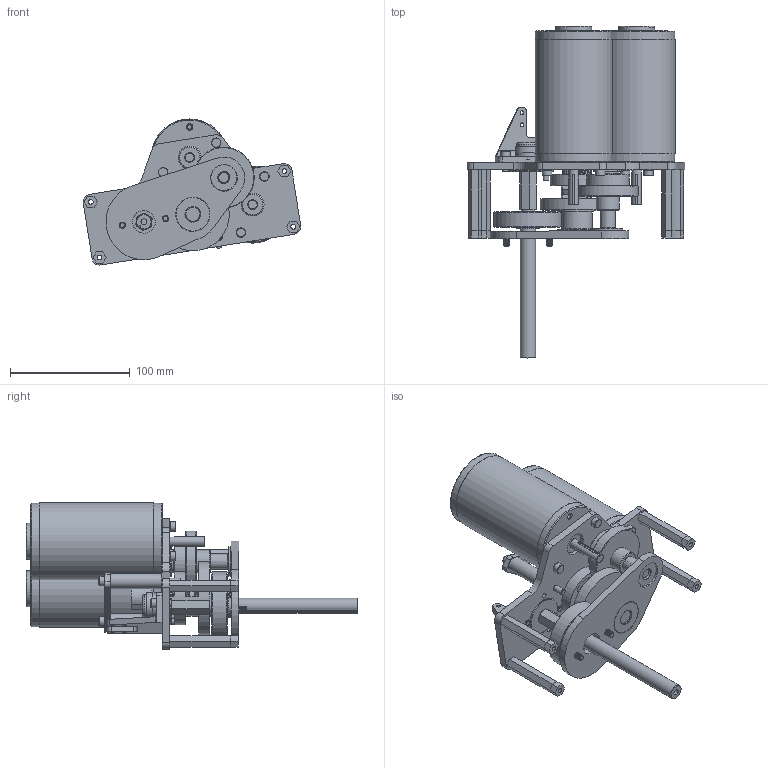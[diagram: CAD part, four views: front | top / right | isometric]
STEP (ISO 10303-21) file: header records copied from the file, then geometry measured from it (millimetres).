
FILE_DESCRIPTION((''),'2;1');
FILE_NAME('221_ss_asm.stp','2011-12-06T22:47:17',('ajlapp'),(''),'Autodesk Inventor 2012','Autodesk Inventor 2012','');
FILE_SCHEMA(('AUTOMOTIVE_DESIGN { 1 0 10303 214 1 1 1 1 }'));
Length unit declared in the file: inch
Products named in the file (46): 221_ss_asm; super_d101; amshifter2_d021; 10-32x2500_shcs1; super_shifter_asm-long-500key; super_d061; super_d11-v21; e4p-250-250-encoder1; fr-8-zz1; 10-32x0500_shcs1; super_d141; Shift-block; amshifter2_d031; r3 bearing1; amshifter2_d081; 0625x3125_roll_pin1; 4-40x0500_shcs1; SS_Cluster_shaft; amshifter2_d131; amshifter2_d111; 67353805 washer1; fr-6-zz1; super_d181; amshifter2_d211; super_d191; SS_Output_shaft_assy; amshifter2_d091; 67501726 0925x100 roll pin1; 125x124x400_key1; fr-8-zz3; fr-6-zz3; fr-61; super_d021; super_d071; r8 bearing1; amshifter2_d051; amshifter2_d141; SS_adapter_plate_revd; ss_clamp_plate; ss_standoff_2in ...
Assembly tree (62 placements, depth 4):
  221_ss_asm
    super_d101  x2
    amshifter2_d021
    10-32x2500_shcs1  x2
    super_shifter_asm-long-500key
      super_d061
      super_d11-v21
      e4p-250-250-encoder1
      fr-8-zz1
      10-32x0500_shcs1  x2
      super_d141
      Shift-block
        amshifter2_d031
        r3 bearing1
        amshifter2_d081
        0625x3125_roll_pin1
        4-40x0500_shcs1  x2
      SS_Cluster_shaft
        amshifter2_d131
        amshifter2_d111
        67353805 washer1
        fr-6-zz1  x2
        super_d181
        amshifter2_d211
        super_d191
      SS_Output_shaft_assy
        amshifter2_d091
        67501726 0925x100 roll pin1
        125x124x400_key1
        fr-8-zz3
        fr-6-zz3
        fr-61
        super_d021
        super_d071
        r8 bearing1
        amshifter2_d051
        amshifter2_d141
      SS_adapter_plate_revd
      ss_clamp_plate
    ss_standoff_2in  x4
    CIM Motor  x2
      CIM motor
      10-24 UNC x 4_ Phillips Pan Head
    ss_standoff_250  x4
    10-32x0500 shcs  x4
    fhcs_91253A242  x2
Bounding box: 181.89 x 277.37 x 122.19 mm (x, y, z)
Volume: 1015099.6 mm3; surface area: 220908.5 mm2
Topology: 59 solids, 59 shells, 1078 faces, 2415 edges, 1528 vertices
Faces by surface type: plane 551, cylinder 309, cone 191, torus 15, sphere 8, bspline 4
Full cylindrical faces by diameter (mm): 1.587 x2, 1.941 x2, 2.156 x2, 2.337 x2, 2.381 x1, 2.489 x2, 2.591 x1, 2.794 x2, 3.307 x4, 3.962 x16, 3.967 x5, 4.056 x16, 4.623 x2, 4.724 x1, 4.775 x3, 4.801 x4, 4.826 x20, 4.976 x1, 5.08 x8, 5.105 x2, 5.207 x6, 5.309 x1, 5.334 x4, 5.367 x1, 5.461 x1, 6.299 x1, 6.35 x2, 7.823 x2, 7.874 x4, 7.938 x2
Entity records: 21933 total; most frequent: CARTESIAN_POINT 4721, DIRECTION 3530, ORIENTED_EDGE 2706, AXIS2_PLACEMENT_3D 1436, EDGE_CURVE 1353, EDGE_LOOP 1167, VERTEX_POINT 1012, FACE_OUTER_BOUND 728
